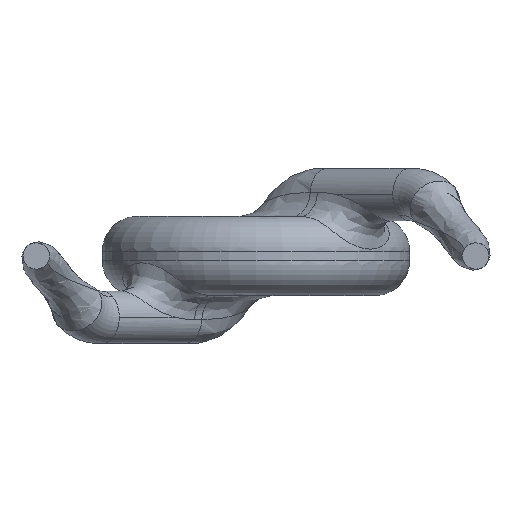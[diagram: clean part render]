
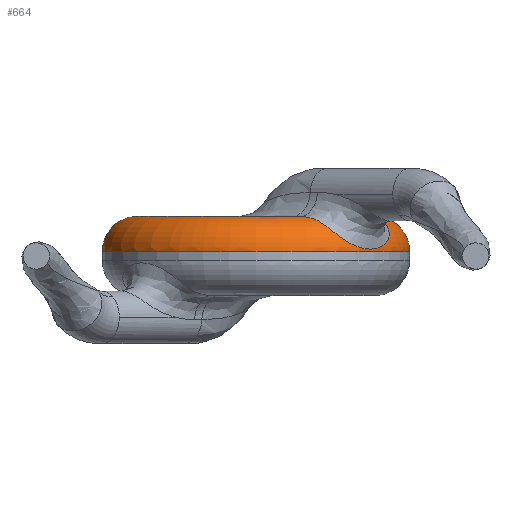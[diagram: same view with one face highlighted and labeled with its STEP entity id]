
A CAD part, front view. The second image highlights one B-rep face of the part: STEP entity #664.
In plain terms, the highlighted toroidal (fillet/blend) face has major radius 2.7 mm and minor radius 0.8 mm.
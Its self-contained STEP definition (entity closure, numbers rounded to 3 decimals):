
#85 = DIRECTION ( 'NONE',  ( 0., -1., 0. ) ) ;
#131 = AXIS2_PLACEMENT_3D ( 'NONE', #3290, #515, #1756 ) ;
#187 = CARTESIAN_POINT ( 'NONE',  ( 2.362, 3.915, 0.185 ) ) ;
#265 = CARTESIAN_POINT ( 'NONE',  ( 0., 6.5, 0.1 ) ) ;
#336 = EDGE_CURVE ( 'NONE', #1339, #577, #677, .T. ) ;
#385 = ORIENTED_EDGE ( 'NONE', *, *, #2486, .F. ) ;
#421 = CARTESIAN_POINT ( 'NONE',  ( 3.034, 4.847, 0.396 ) ) ;
#431 = DIRECTION ( 'NONE',  ( -1., 0., 0. ) ) ;
#442 = EDGE_CURVE ( 'NONE', #993, #2995, #1499, .T. ) ;
#515 = DIRECTION ( 'NONE',  ( 0., 0., -1. ) ) ;
#524 = DIRECTION ( 'NONE',  ( 0., 0., 1. ) ) ;
#567 = FACE_OUTER_BOUND ( 'NONE', #1835, .T. ) ;
#577 = VERTEX_POINT ( 'NONE', #1740 ) ;
#620 = ORIENTED_EDGE ( 'NONE', *, *, #336, .T. ) ;
#645 = CARTESIAN_POINT ( 'NONE',  ( 2.599, 5.769, 0.9 ) ) ;
#658 = CARTESIAN_POINT ( 'NONE',  ( 2.646, 5.697, 0.9 ) ) ;
#664 = ADVANCED_FACE ( 'NONE', ( #567 ), #2793, .T. ) ;
#668 = ORIENTED_EDGE ( 'NONE', *, *, #2747, .T. ) ;
#674 = CARTESIAN_POINT ( 'NONE',  ( 1.363, 3.782, 0.828 ) ) ;
#677 = B_SPLINE_CURVE_WITH_KNOTS ( 'NONE', 3,
 ( #645, #658, #1172, #1670, #1197, #2934, #2451, #949, #2433, #421, #684, #1160, #2187, #2199, #187, #1940, #2686, #2920, #1210, #2959, #1950, #674, #2698, #1425, #3187, #1185 ),
 .UNSPECIFIED., .F., .F.,
 ( 4, 2, 2, 2, 2, 2, 2, 2, 2, 2, 2, 2, 4 ),
 ( 0., 0., 0.001, 0.001, 0.001, 0.002, 0.002, 0.003, 0.003, 0.003, 0.004, 0.004, 0.004 ),
 .UNSPECIFIED. ) ;
#684 = CARTESIAN_POINT ( 'NONE',  ( 2.98, 4.704, 0.304 ) ) ;
#709 = ORIENTED_EDGE ( 'NONE', *, *, #1884, .F. ) ;
#717 = DIRECTION ( 'NONE',  ( 0., 0., 1. ) ) ;
#785 = EDGE_CURVE ( 'NONE', #3271, #993, #2305, .T. ) ;
#949 = CARTESIAN_POINT ( 'NONE',  ( 3.02, 5.113, 0.607 ) ) ;
#993 = VERTEX_POINT ( 'NONE', #1291 ) ;
#1014 = CIRCLE ( 'NONE', #1284, 0.8 ) ;
#1100 = ORIENTED_EDGE ( 'NONE', *, *, #442, .F. ) ;
#1135 = AXIS2_PLACEMENT_3D ( 'NONE', #1249, #1260, #2999 ) ;
#1160 = CARTESIAN_POINT ( 'NONE',  ( 2.821, 4.426, 0.187 ) ) ;
#1172 = CARTESIAN_POINT ( 'NONE',  ( 2.696, 5.628, 0.892 ) ) ;
#1185 = CARTESIAN_POINT ( 'NONE',  ( 0.999, 3.992, 0.9 ) ) ;
#1197 = CARTESIAN_POINT ( 'NONE',  ( 2.845, 5.43, 0.828 ) ) ;
#1210 = CARTESIAN_POINT ( 'NONE',  ( 1.697, 3.641, 0.605 ) ) ;
#1231 = CARTESIAN_POINT ( 'NONE',  ( -2.7, 6.5, 0.9 ) ) ;
#1249 = CARTESIAN_POINT ( 'NONE',  ( 0., 6.5, 0.9 ) ) ;
#1260 = DIRECTION ( 'NONE',  ( 0., 0., 1. ) ) ;
#1284 = AXIS2_PLACEMENT_3D ( 'NONE', #1879, #85, #3131 ) ;
#1291 = CARTESIAN_POINT ( 'NONE',  ( -3.5, 6.5, 0.1 ) ) ;
#1339 = VERTEX_POINT ( 'NONE', #1856 ) ;
#1425 = CARTESIAN_POINT ( 'NONE',  ( 1.15, 3.91, 0.892 ) ) ;
#1439 = CARTESIAN_POINT ( 'NONE',  ( -2.7, 6.5, 0.1 ) ) ;
#1499 = CIRCLE ( 'NONE', #2464, 0.8 ) ;
#1606 = VERTEX_POINT ( 'NONE', #1852 ) ;
#1670 = CARTESIAN_POINT ( 'NONE',  ( 2.794, 5.495, 0.857 ) ) ;
#1740 = CARTESIAN_POINT ( 'NONE',  ( 0.999, 3.992, 0.9 ) ) ;
#1756 = DIRECTION ( 'NONE',  ( 1., 0., 0. ) ) ;
#1835 = EDGE_LOOP ( 'NONE', ( #1100, #2037, #668, #709, #620, #385 ) ) ;
#1852 = CARTESIAN_POINT ( 'NONE',  ( 2.7, 6.5, 0.9 ) ) ;
#1856 = CARTESIAN_POINT ( 'NONE',  ( 2.599, 5.769, 0.9 ) ) ;
#1879 = CARTESIAN_POINT ( 'NONE',  ( 2.7, 6.5, 0.1 ) ) ;
#1884 = EDGE_CURVE ( 'NONE', #1339, #1606, #2829, .T. ) ;
#1940 = CARTESIAN_POINT ( 'NONE',  ( 2.102, 3.726, 0.301 ) ) ;
#1950 = CARTESIAN_POINT ( 'NONE',  ( 1.498, 3.708, 0.753 ) ) ;
#1956 = CARTESIAN_POINT ( 'NONE',  ( 3.5, 6.5, 0.1 ) ) ;
#1975 = CARTESIAN_POINT ( 'NONE',  ( 0., 6.5, 0.9 ) ) ;
#2037 = ORIENTED_EDGE ( 'NONE', *, *, #785, .F. ) ;
#2172 = DIRECTION ( 'NONE',  ( 0., 1., 0. ) ) ;
#2187 = CARTESIAN_POINT ( 'NONE',  ( 2.716, 4.289, 0.157 ) ) ;
#2199 = CARTESIAN_POINT ( 'NONE',  ( 2.487, 4.034, 0.157 ) ) ;
#2305 = CIRCLE ( 'NONE', #131, 3.5 ) ;
#2433 = CARTESIAN_POINT ( 'NONE',  ( 3.034, 5.049, 0.553 ) ) ;
#2451 = CARTESIAN_POINT ( 'NONE',  ( 2.969, 5.242, 0.708 ) ) ;
#2452 = DIRECTION ( 'NONE',  ( 1., 0., 0. ) ) ;
#2464 = AXIS2_PLACEMENT_3D ( 'NONE', #1439, #2172, #431 ) ;
#2486 = EDGE_CURVE ( 'NONE', #2995, #577, #2898, .T. ) ;
#2686 = CARTESIAN_POINT ( 'NONE',  ( 1.965, 3.657, 0.393 ) ) ;
#2698 = CARTESIAN_POINT ( 'NONE',  ( 1.293, 3.825, 0.856 ) ) ;
#2747 = EDGE_CURVE ( 'NONE', #3271, #1606, #1014, .T. ) ;
#2793 = TOROIDAL_SURFACE ( 'NONE', #2857, 2.7, 0.8 ) ;
#2829 = CIRCLE ( 'NONE', #2843, 2.7 ) ;
#2843 = AXIS2_PLACEMENT_3D ( 'NONE', #1975, #717, #2452 ) ;
#2857 = AXIS2_PLACEMENT_3D ( 'NONE', #265, #524, #3057 ) ;
#2898 = CIRCLE ( 'NONE', #1135, 2.7 ) ;
#2920 = CARTESIAN_POINT ( 'NONE',  ( 1.764, 3.634, 0.55 ) ) ;
#2934 = CARTESIAN_POINT ( 'NONE',  ( 2.932, 5.304, 0.754 ) ) ;
#2959 = CARTESIAN_POINT ( 'NONE',  ( 1.564, 3.678, 0.706 ) ) ;
#2995 = VERTEX_POINT ( 'NONE', #1231 ) ;
#2999 = DIRECTION ( 'NONE',  ( 1., 0., 0. ) ) ;
#3057 = DIRECTION ( 'NONE',  ( 1., 0., 0. ) ) ;
#3131 = DIRECTION ( 'NONE',  ( 0., 0., -1. ) ) ;
#3187 = CARTESIAN_POINT ( 'NONE',  ( 1.075, 3.952, 0.9 ) ) ;
#3271 = VERTEX_POINT ( 'NONE', #1956 ) ;
#3290 = CARTESIAN_POINT ( 'NONE',  ( 0., 6.5, 0.1 ) ) ;
